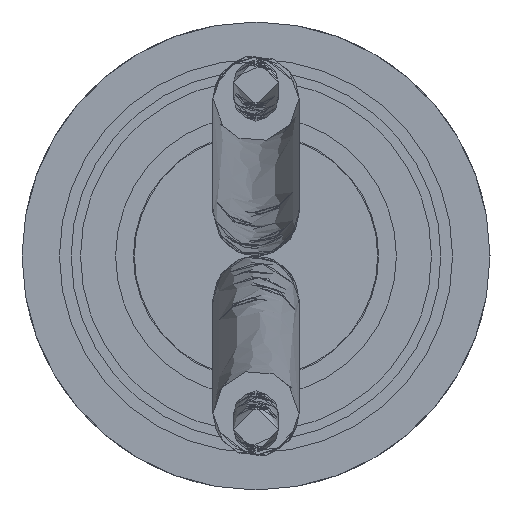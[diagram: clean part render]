
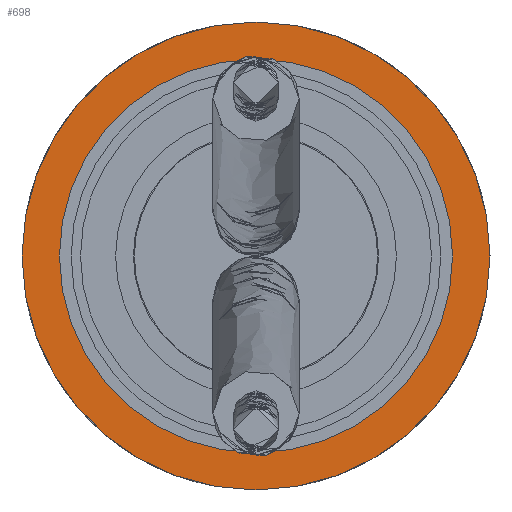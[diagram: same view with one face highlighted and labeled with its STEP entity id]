
A CAD part, left-side view. The second image highlights one B-rep face of the part: STEP entity #698.
In plain terms, the highlighted planar face has unit normal (-1, 0, 0).
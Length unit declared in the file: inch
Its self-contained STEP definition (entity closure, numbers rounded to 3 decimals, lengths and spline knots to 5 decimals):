
#44 = CARTESIAN_POINT ( 'NONE',  ( 0., 0., 0. ) ) ;
#104 = DIRECTION ( 'NONE',  ( 1., 0., 0. ) ) ;
#106 = ORIENTED_EDGE ( 'NONE', *, *, #800, .T. ) ;
#111 = CARTESIAN_POINT ( 'NONE',  ( 0., -0.125, 0. ) ) ;
#113 = AXIS2_PLACEMENT_3D ( 'NONE', #44, #196, #1511 ) ;
#196 = DIRECTION ( 'NONE',  ( 1., 0., 0. ) ) ;
#221 = CIRCLE ( 'NONE', #927, 0.105 ) ;
#242 = ORIENTED_EDGE ( 'NONE', *, *, #809, .F. ) ;
#244 = VERTEX_POINT ( 'NONE', #1316 ) ;
#577 = CIRCLE ( 'NONE', #981, 0.125 ) ;
#583 = CARTESIAN_POINT ( 'NONE',  ( 0., 0., 0. ) ) ;
#657 = EDGE_CURVE ( 'NONE', #1400, #244, #577, .T. ) ;
#658 = EDGE_LOOP ( 'NONE', ( #106, #908 ) ) ;
#660 = VERTEX_POINT ( 'NONE', #1370 ) ;
#674 = PLANE ( 'NONE',  #973 ) ;
#682 = FACE_BOUND ( 'NONE', #658, .T. ) ;
#698 = ADVANCED_FACE ( 'NONE', ( #682, #895 ), #674, .T. ) ;
#800 = EDGE_CURVE ( 'NONE', #660, #842, #221, .T. ) ;
#809 = EDGE_CURVE ( 'NONE', #244, #1400, #1536, .T. ) ;
#832 = CARTESIAN_POINT ( 'NONE',  ( 0., 0., 0. ) ) ;
#842 = VERTEX_POINT ( 'NONE', #1072 ) ;
#895 = FACE_OUTER_BOUND ( 'NONE', #1022, .T. ) ;
#908 = ORIENTED_EDGE ( 'NONE', *, *, #1503, .T. ) ;
#921 = DIRECTION ( 'NONE',  ( -1., 0., 0. ) ) ;
#927 = AXIS2_PLACEMENT_3D ( 'NONE', #832, #104, #1545 ) ;
#951 = DIRECTION ( 'NONE',  ( 1., 0., 0. ) ) ;
#973 = AXIS2_PLACEMENT_3D ( 'NONE', #1055, #921, #1289 ) ;
#974 = DIRECTION ( 'NONE',  ( 0., 1., 0. ) ) ;
#981 = AXIS2_PLACEMENT_3D ( 'NONE', #1467, #1132, #974 ) ;
#1022 = EDGE_LOOP ( 'NONE', ( #242, #1528 ) ) ;
#1055 = CARTESIAN_POINT ( 'NONE',  ( 0., -0.115, 0. ) ) ;
#1072 = CARTESIAN_POINT ( 'NONE',  ( 0., -0.105, 0. ) ) ;
#1132 = DIRECTION ( 'NONE',  ( 1., 0., 0. ) ) ;
#1133 = AXIS2_PLACEMENT_3D ( 'NONE', #583, #951, #1187 ) ;
#1154 = CIRCLE ( 'NONE', #113, 0.105 ) ;
#1187 = DIRECTION ( 'NONE',  ( 0., 1., 0. ) ) ;
#1289 = DIRECTION ( 'NONE',  ( 0., -1., 0. ) ) ;
#1316 = CARTESIAN_POINT ( 'NONE',  ( 0., 0.125, 0. ) ) ;
#1370 = CARTESIAN_POINT ( 'NONE',  ( 0., 0.105, 0. ) ) ;
#1400 = VERTEX_POINT ( 'NONE', #111 ) ;
#1467 = CARTESIAN_POINT ( 'NONE',  ( 0., 0., 0. ) ) ;
#1503 = EDGE_CURVE ( 'NONE', #842, #660, #1154, .T. ) ;
#1511 = DIRECTION ( 'NONE',  ( 0., 1., 0. ) ) ;
#1528 = ORIENTED_EDGE ( 'NONE', *, *, #657, .F. ) ;
#1536 = CIRCLE ( 'NONE', #1133, 0.125 ) ;
#1545 = DIRECTION ( 'NONE',  ( 0., 1., 0. ) ) ;
